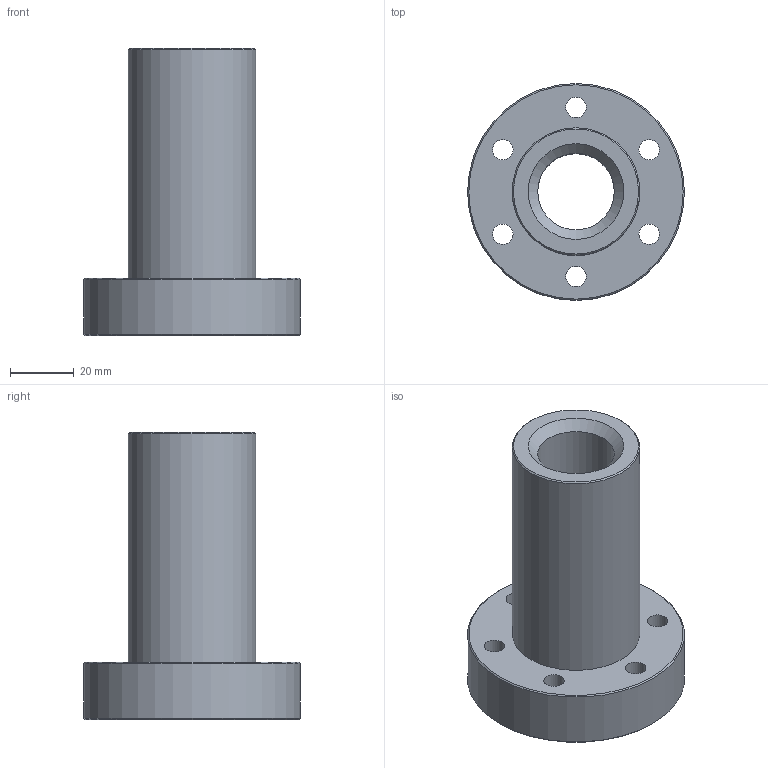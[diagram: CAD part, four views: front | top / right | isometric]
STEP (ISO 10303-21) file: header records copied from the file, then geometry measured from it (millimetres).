
FILE_DESCRIPTION(('STEP AP203'),'1');
FILE_NAME('MBALFXL30061D.stp','2021-06-10T09:19:47',(' '),(' '),'Spatial InterOp 3D',' ',' ');
FILE_SCHEMA(('CONFIG_CONTROL_DESIGN'));
Length unit declared in the file: millimetre
Products named in the file (1): 1
Bounding box: 68 x 68 x 90 mm (x, y, z)
Volume: 108748.1 mm3; surface area: 27919.4 mm2
Topology: 1 solids, 1 shells, 35 faces, 79 edges, 53 vertices
Faces by surface type: cylinder 15, cone 11, plane 9
Full cylindrical faces by diameter (mm): 6.4 x6, 10.5 x6, 24 x1, 40 x1, 68 x1
Entity records: 854 total; most frequent: DIRECTION 154, CARTESIAN_POINT 118, EDGE_LOOP 82, ORIENTED_EDGE 82, AXIS2_PLACEMENT_3D 77, FACE_OUTER_BOUND 50, EDGE_CURVE 41, VERTEX_POINT 41
